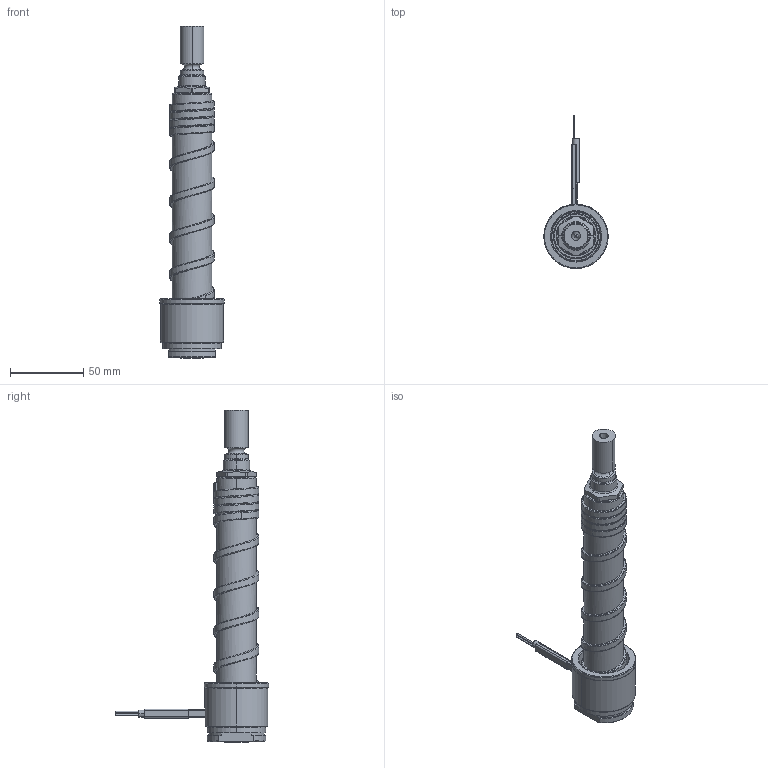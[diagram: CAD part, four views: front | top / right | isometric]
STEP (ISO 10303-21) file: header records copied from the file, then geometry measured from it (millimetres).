
FILE_DESCRIPTION((''),'2;1');
FILE_NAME('EL-196-BEU-H','2014-02-28T',('Íàòàëüÿ'),('IMID'),'PRO/ENGINEER BY PARAMETRIC TECHNOLOGY CORPORATION, 2010180','PRO/ENGINEER BY PARAMETRIC TECHNOLOGY CORPORATION, 2010180','');
FILE_SCHEMA(('CONFIG_CONTROL_DESIGN'));
Length unit declared in the file: millimetre
Products named in the file (1): EL-196-BEU-H
Bounding box: 44 x 104.5 x 226.3 mm (x, y, z)
Volume: 132295 mm3; surface area: 45896.6 mm2
Topology: 1 solids, 9 shells, 364 faces, 1027 edges, 643 vertices
Faces by surface type: cylinder 113, bspline 81, cone 68, plane 54, torus 32, extrusion 8, revolution 6, sphere 2
Entity records: 24000 total; most frequent: CARTESIAN_POINT 15293, ORIENTED_EDGE 2014, DIRECTION 1522, EDGE_CURVE 1019, VERTEX_POINT 643, AXIS2_PLACEMENT_3D 601, B_SPLINE_CURVE_WITH_KNOTS 396, EDGE_LOOP 388
